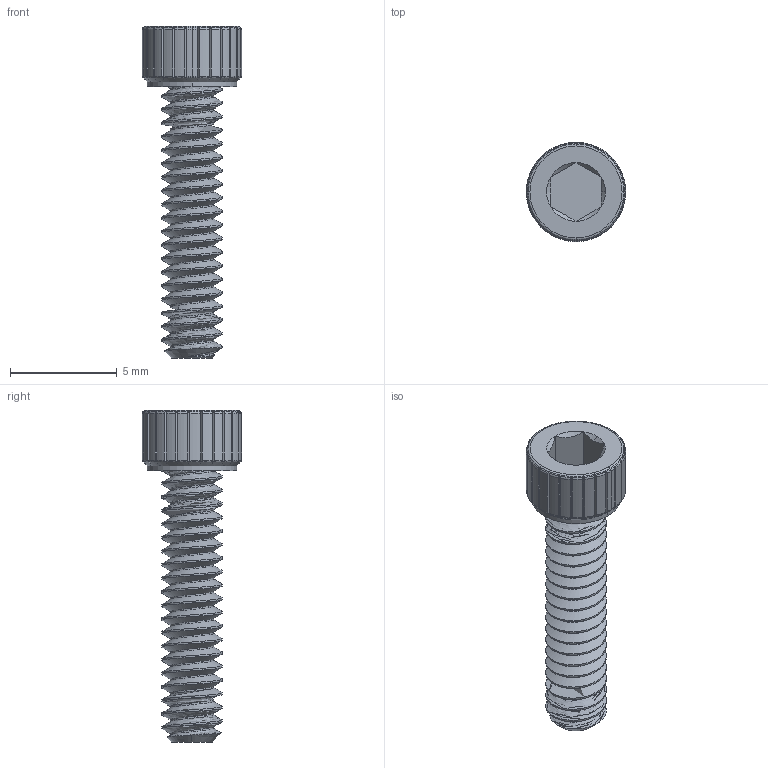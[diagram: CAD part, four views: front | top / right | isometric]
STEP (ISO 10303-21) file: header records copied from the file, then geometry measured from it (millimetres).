
FILE_DESCRIPTION (( 'STEP AP203' ), '1' );
FILE_NAME ('90843A110_Cleaned-and-Bagged 18-8 Stainless Steel Socket Head Screw.STEP', '2022-10-10T15:49:11', ( 'Administrator' ), ( 'Managed by Terraform' ), 'SwSTEP 2.0', 'SolidWorks 2017', '' );
FILE_SCHEMA (( 'CONFIG_CONTROL_DESIGN' ));
Length unit declared in the file: inch
Products named in the file (1): 90843A110_Cleaned-and-Bagged 18-8 Stainless Steel Socket Head Screw
Bounding box: 4.65 x 4.65 x 15.54 mm (x, y, z)
Volume: 96.6 mm3; surface area: 262.6 mm2
Topology: 1 solids, 1 shells, 220 faces, 631 edges, 415 vertices
Faces by surface type: cylinder 67, plane 60, torus 53, cone 37, bspline 3
Entity records: 10410 total; most frequent: CARTESIAN_POINT 5209, ORIENTED_EDGE 1262, DIRECTION 874, EDGE_CURVE 631, VERTEX_POINT 415, AXIS2_PLACEMENT_3D 370, B_SPLINE_CURVE_WITH_KNOTS 265, EDGE_LOOP 222
